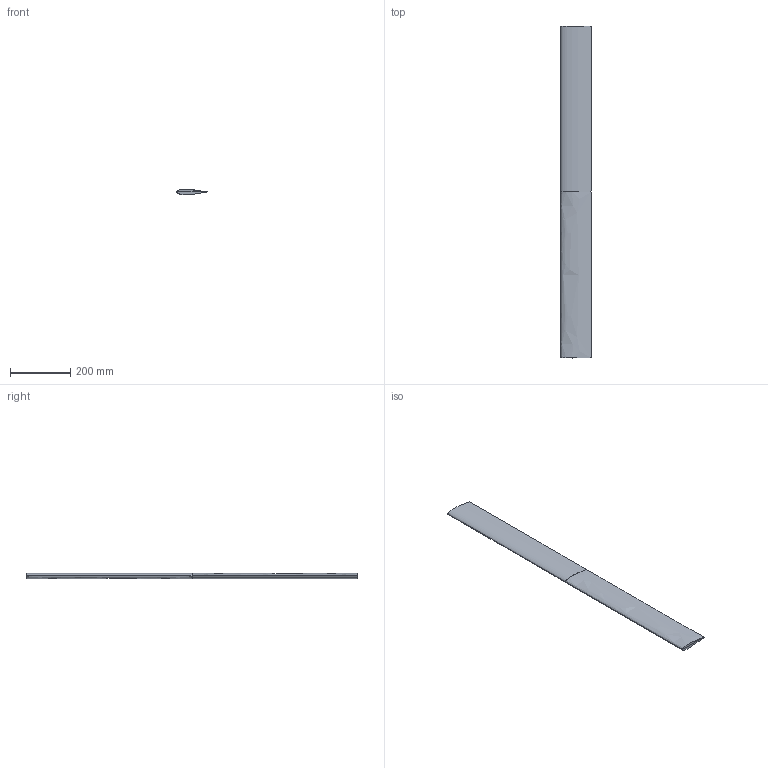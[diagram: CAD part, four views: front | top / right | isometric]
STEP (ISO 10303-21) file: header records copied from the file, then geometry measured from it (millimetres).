
FILE_DESCRIPTION((''),'1');
FILE_NAME('outfile.stp','2024-03-19T12:07:30',(''),(''),'','','');
FILE_SCHEMA(('CONFIG_CONTROL_DESIGN'));
Length unit declared in the file: metre
Bounding box: 100 x 1100 x 18 mm (x, y, z)
Surface area: 233178.6 mm2 (no closed solid volume)
Topology: 0 solids, 0 shells, 12 faces, 48 edges, 32 vertices
Faces by surface type: bspline 12
Entity records: 3256 total; most frequent: CARTESIAN_POINT 3193, B_SPLINE_SURFACE_WITH_KNOTS 12, PERSON_AND_ORGANIZATION_ROLE 4, CC_DESIGN_PERSON_AND_ORGANIZATION_ASSIGNMENT 4, DIRECTION 2, DATE_TIME_ROLE 2, CC_DESIGN_DATE_AND_TIME_ASSIGNMENT 2, GEOMETRIC_SET 2
